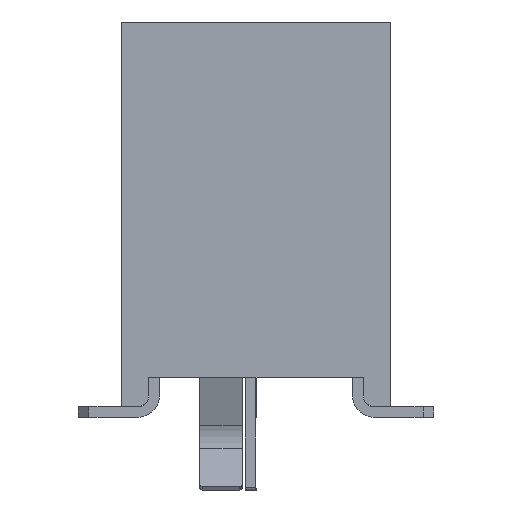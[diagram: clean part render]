
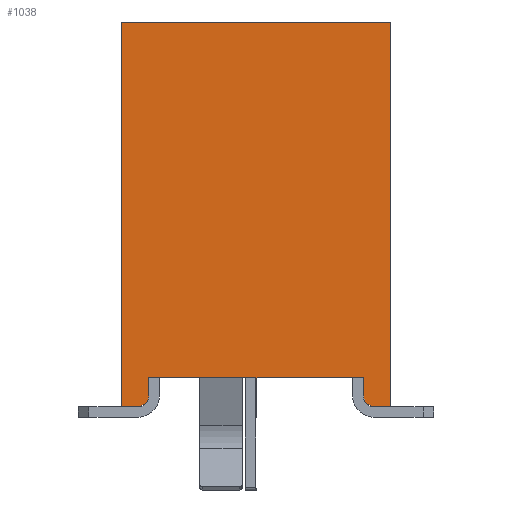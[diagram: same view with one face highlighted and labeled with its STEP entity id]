
A CAD part, left-side view. The second image highlights one B-rep face of the part: STEP entity #1038.
In plain terms, the highlighted planar face has unit normal (-1, 0, 0).
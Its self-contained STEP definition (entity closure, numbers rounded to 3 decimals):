
#1038 = ADVANCED_FACE( '', ( #2385 ), #2386, .T. );
#2385 = FACE_OUTER_BOUND( '', #4091, .T. );
#2386 = PLANE( '', #4092 );
#4091 = EDGE_LOOP( '', ( #7367, #7368, #7369, #7370, #7371, #7372, #7373, #7374, #7375, #7376 ) );
#4092 = AXIS2_PLACEMENT_3D( '', #7377, #7378, #7379 );
#7367 = ORIENTED_EDGE( '', *, *, #10076, .F. );
#7368 = ORIENTED_EDGE( '', *, *, #10020, .T. );
#7369 = ORIENTED_EDGE( '', *, *, #11076, .T. );
#7370 = ORIENTED_EDGE( '', *, *, #10621, .T. );
#7371 = ORIENTED_EDGE( '', *, *, #10738, .T. );
#7372 = ORIENTED_EDGE( '', *, *, #11077, .T. );
#7373 = ORIENTED_EDGE( '', *, *, #10935, .F. );
#7374 = ORIENTED_EDGE( '', *, *, #11078, .T. );
#7375 = ORIENTED_EDGE( '', *, *, #11079, .T. );
#7376 = ORIENTED_EDGE( '', *, *, #11080, .F. );
#7377 = CARTESIAN_POINT( '', ( -23.11, -2.54, -3.62 ) );
#7378 = DIRECTION( '', ( -1., 0., 0. ) );
#7379 = DIRECTION( '', ( 0., 0., 1. ) );
#10020 = EDGE_CURVE( '', #12039, #12040, #12041, .T. );
#10076 = EDGE_CURVE( '', #12039, #12136, #12137, .T. );
#10621 = EDGE_CURVE( '', #13033, #13031, #13034, .T. );
#10738 = EDGE_CURVE( '', #13031, #13220, #13222, .T. );
#10935 = EDGE_CURVE( '', #13493, #13494, #13495, .T. );
#11076 = EDGE_CURVE( '', #12040, #13033, #13690, .T. );
#11077 = EDGE_CURVE( '', #13220, #13494, #13691, .T. );
#11078 = EDGE_CURVE( '', #13493, #13692, #13693, .T. );
#11079 = EDGE_CURVE( '', #13692, #13694, #13695, .T. );
#11080 = EDGE_CURVE( '', #12136, #13694, #13696, .T. );
#12039 = VERTEX_POINT( '', #14924 );
#12040 = VERTEX_POINT( '', #14925 );
#12041 = CIRCLE( '', #14926, 0.2 );
#12136 = VERTEX_POINT( '', #15064 );
#12137 = LINE( '', #15065, #15066 );
#13031 = VERTEX_POINT( '', #16387 );
#13033 = VERTEX_POINT( '', #16390 );
#13034 = LINE( '', #16391, #16392 );
#13220 = VERTEX_POINT( '', #16677 );
#13222 = LINE( '', #16680, #16681 );
#13493 = VERTEX_POINT( '', #17101 );
#13494 = VERTEX_POINT( '', #17102 );
#13495 = LINE( '', #17103, #17104 );
#13690 = LINE( '', #17399, #17400 );
#13691 = CIRCLE( '', #17401, 0.2 );
#13692 = VERTEX_POINT( '', #17402 );
#13693 = LINE( '', #17403, #17404 );
#13694 = VERTEX_POINT( '', #17405 );
#13695 = LINE( '', #17406, #17407 );
#13696 = LINE( '', #17408, #17409 );
#14924 = CARTESIAN_POINT( '', ( -23.11, 2.22, -3.62 ) );
#14925 = CARTESIAN_POINT( '', ( -23.11, 2.02, -3.42 ) );
#14926 = AXIS2_PLACEMENT_3D( '', #18707, #18708, #18709 );
#15064 = CARTESIAN_POINT( '', ( -23.11, 2.54, -3.62 ) );
#15065 = CARTESIAN_POINT( '', ( -23.11, -2.54, -3.62 ) );
#15066 = VECTOR( '', #18756, 1000. );
#16387 = CARTESIAN_POINT( '', ( -23.11, -2.02, -3.08 ) );
#16390 = CARTESIAN_POINT( '', ( -23.11, 2.02, -3.08 ) );
#16391 = CARTESIAN_POINT( '', ( -23.11, -2.54, -3.08 ) );
#16392 = VECTOR( '', #19221, 1000. );
#16677 = CARTESIAN_POINT( '', ( -23.11, -2.02, -3.42 ) );
#16680 = CARTESIAN_POINT( '', ( -23.11, -2.02, -3.62 ) );
#16681 = VECTOR( '', #19328, 1000. );
#17101 = CARTESIAN_POINT( '', ( -23.11, -2.54, -3.62 ) );
#17102 = CARTESIAN_POINT( '', ( -23.11, -2.22, -3.62 ) );
#17103 = CARTESIAN_POINT( '', ( -23.11, -2.54, -3.62 ) );
#17104 = VECTOR( '', #19493, 1000. );
#17399 = CARTESIAN_POINT( '', ( -23.11, 2.02, -3.62 ) );
#17400 = VECTOR( '', #19603, 1000. );
#17401 = AXIS2_PLACEMENT_3D( '', #19604, #19605, #19606 );
#17402 = CARTESIAN_POINT( '', ( -23.11, -2.54, 3.62 ) );
#17403 = CARTESIAN_POINT( '', ( -23.11, -2.54, -3.62 ) );
#17404 = VECTOR( '', #19607, 1000. );
#17405 = CARTESIAN_POINT( '', ( -23.11, 2.54, 3.62 ) );
#17406 = CARTESIAN_POINT( '', ( -23.11, -2.54, 3.62 ) );
#17407 = VECTOR( '', #19608, 1000. );
#17408 = CARTESIAN_POINT( '', ( -23.11, 2.54, -3.62 ) );
#17409 = VECTOR( '', #19609, 1000. );
#18707 = CARTESIAN_POINT( '', ( -23.11, 2.22, -3.42 ) );
#18708 = DIRECTION( '', ( -1., 0., 0. ) );
#18709 = DIRECTION( '', ( 0., 0., 1. ) );
#18756 = DIRECTION( '', ( 0., 1., 0. ) );
#19221 = DIRECTION( '', ( 0., -1., 0. ) );
#19328 = DIRECTION( '', ( 0., 0., -1. ) );
#19493 = DIRECTION( '', ( 0., 1., 0. ) );
#19603 = DIRECTION( '', ( 0., 0., 1. ) );
#19604 = CARTESIAN_POINT( '', ( -23.11, -2.22, -3.42 ) );
#19605 = DIRECTION( '', ( -1., 0., 0. ) );
#19606 = DIRECTION( '', ( 0., 0., 1. ) );
#19607 = DIRECTION( '', ( 0., 0., 1. ) );
#19608 = DIRECTION( '', ( 0., 1., 0. ) );
#19609 = DIRECTION( '', ( 0., 0., 1. ) );
